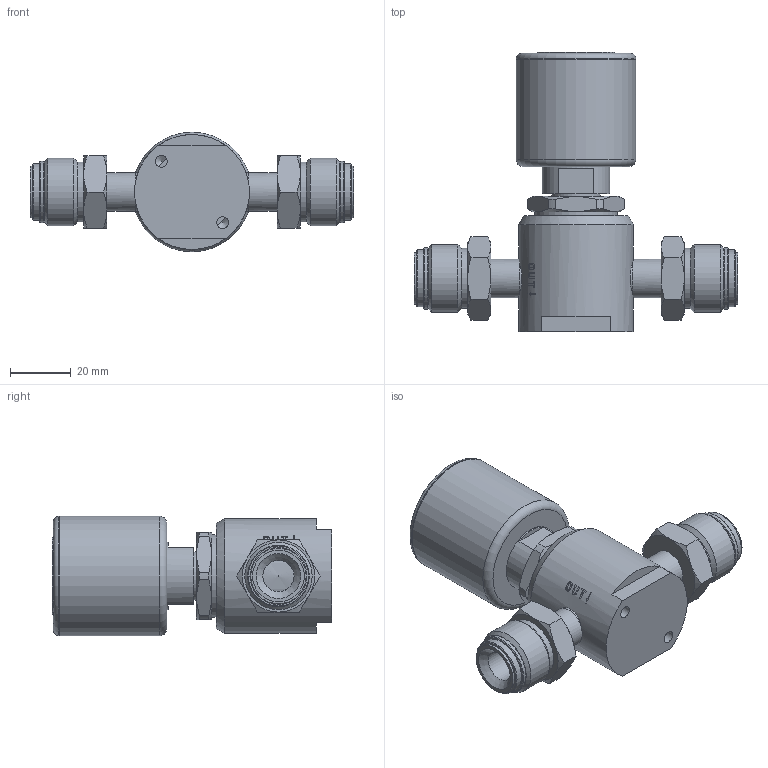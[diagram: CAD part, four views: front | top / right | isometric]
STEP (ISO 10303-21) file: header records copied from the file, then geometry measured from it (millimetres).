
FILE_DESCRIPTION(/* description */ (''),/* implementation_level */ '2;1');
FILE_NAME(/* name */ '970AOPLPNCSFS8MM.stp',/* time_stamp */ '2017-09-25T18:48:52+05:00',/* author */ ('PV00476129'),/* organization */ (''),/* preprocessor_version */ 'ST-DEVELOPER v16.1',/* originating_system */ 'Autodesk Inventor 2016',/* authorisation */ '');
FILE_SCHEMA (('AUTOMOTIVE_DESIGN { 1 0 10303 214 3 1 1 }'));
Length unit declared in the file: inch
Products named in the file (1): 970AOPLPNCSFS8MM
Bounding box: 106.78 x 92.03 x 39.37 mm (x, y, z)
Volume: 110779.6 mm3; surface area: 22951.2 mm2
Topology: 1 solids, 1 shells, 1105 faces, 2852 edges, 1890 vertices
Faces by surface type: plane 666, bspline 294, cylinder 99, cone 44, torus 2
Full cylindrical faces by diameter (mm): 0.254 x2, 0.358 x1, 0.787 x2, 1.575 x1, 3.962 x2, 10.312 x2, 11.938 x1, 12.7 x2, 15.875 x1, 17.094 x2, 18.771 x2, 19.761 x2, 20.295 x2, 22.225 x3, 25.4 x1, 27.178 x1, 37.846 x1, 39.37 x1
Entity records: 38982 total; most frequent: CARTESIAN_POINT 13300, ORIENTED_EDGE 5554, DIRECTION 3928, EDGE_CURVE 2777, VERTEX_POINT 1869, LINE 1836, VECTOR 1836, EDGE_LOOP 1300
